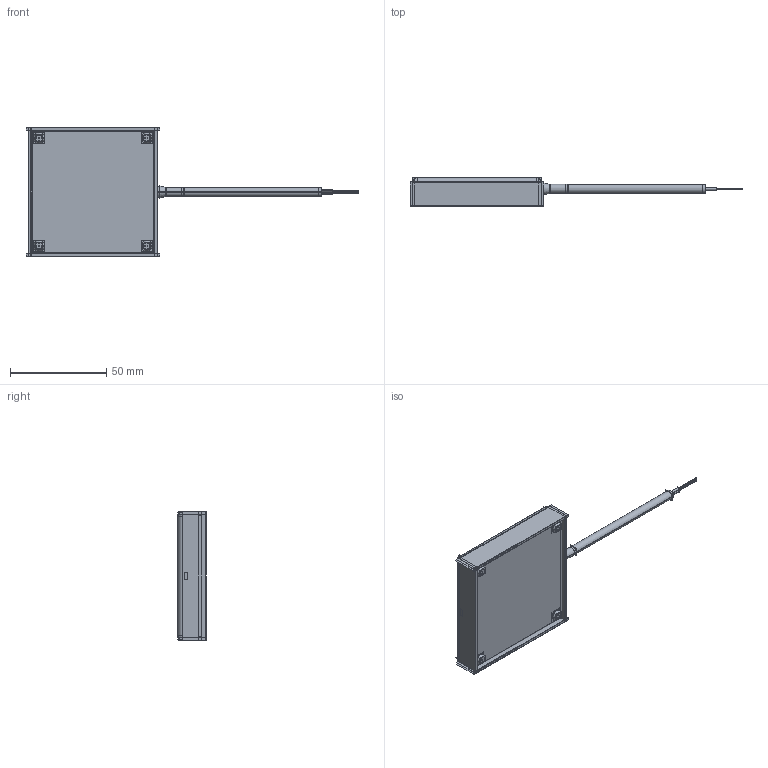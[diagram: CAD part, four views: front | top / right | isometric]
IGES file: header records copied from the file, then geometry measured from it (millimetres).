
Start section:  PTC IGES file: 192826.igs
Global section: file name: 192826.igs; native system: Creo Parametric by Parametric Technology Corporation; preprocessor: 2013230; author: pdmadmin; organization: Unknown; date: 20160121.121426; units: millimetre
Bounding box: 172.28 x 15 x 67.01 mm (x, y, z)
Volume: 17873.4 mm3; surface area: 138248 mm2
Topology: 21 solids, 21 shells, 992 faces, 4892 edges, 6180 vertices
Faces by surface type: revolution 516, bspline 476
